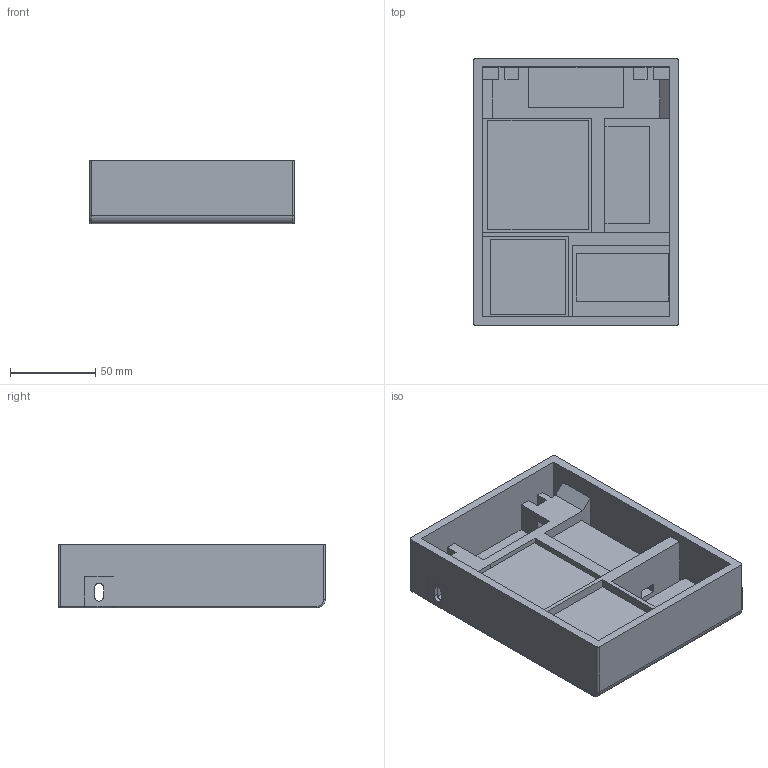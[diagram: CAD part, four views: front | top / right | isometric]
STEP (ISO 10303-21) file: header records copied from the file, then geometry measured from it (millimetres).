
FILE_DESCRIPTION(/* description */ ('','CAx-IF Rec.Pracs.---Representation and Presentation of Product Manufacturing Information (PMI)---4.0---2014-10-13'),/* implementation_level */ '2;1');
FILE_NAME(/* name */ '402e0148-a44c-47b6-862e-de3cc3835d33.step',/* time_stamp */ '2025-02-11T17:13:07Z',/* author */ (''),/* organization */ (''),/* preprocessor_version */ 'ST-DEVELOPER v20',/* originating_system */ 'Autodesk Translation Framework v13.20.0.188',/* authorisation */ '');
FILE_SCHEMA (('AP242_MANAGED_MODEL_BASED_3D_ENGINEERING_MIM_LF { 1 0 10303 442 1 1 4 }'));
Length unit declared in the file: millimetre
Products named in the file (5): Base Design; 4 Cell Battery Holder; 2 Cell Battery Holder; Motor Controller; ESP32 Block
Assembly tree (4 placements, depth 2):
  Base Design
    4 Cell Battery Holder
    2 Cell Battery Holder
    Motor Controller
    ESP32 Block
Bounding box: 120 x 156.6 x 37.5 mm (x, y, z)
Volume: 339352.8 mm3; surface area: 123766.1 mm2
Topology: 5 solids, 5 shells, 135 faces, 356 edges, 232 vertices
Faces by surface type: plane 112, cylinder 19, torus 2, sphere 2
Entity records: 4280 total; most frequent: CARTESIAN_POINT 732, ORIENTED_EDGE 712, DIRECTION 688, EDGE_CURVE 356, LINE 312, VECTOR 312, VERTEX_POINT 232, AXIS2_PLACEMENT_3D 188
